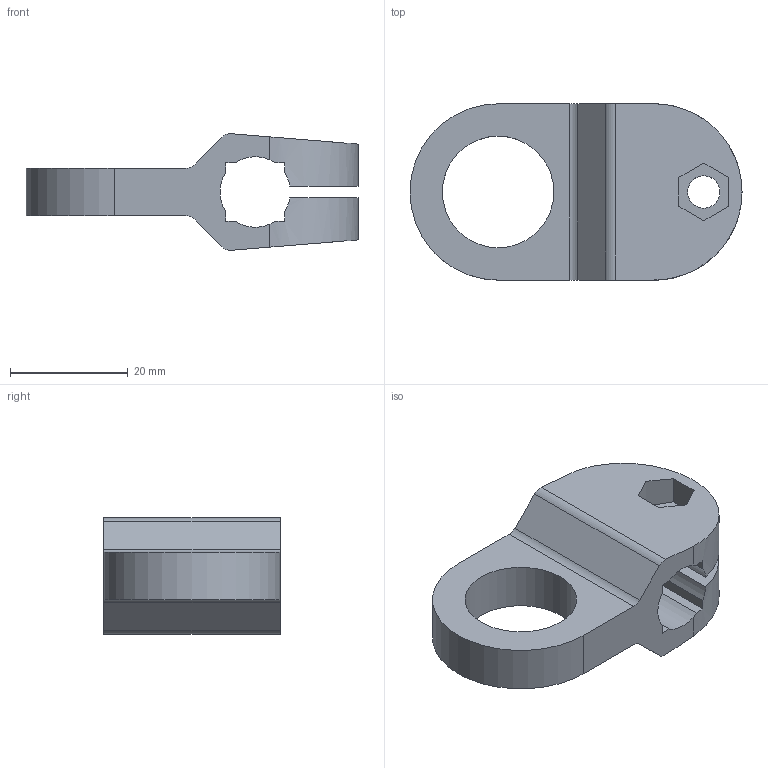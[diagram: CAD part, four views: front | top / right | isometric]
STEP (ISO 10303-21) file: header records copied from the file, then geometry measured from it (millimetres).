
FILE_DESCRIPTION(('STEP AP203'),'2;1');
FILE_NAME('80CPL0002.stp','2011-09-08T18:09:26',(''),(''),'2009.3.110','THINKDESIGN','');
FILE_SCHEMA(('CONFIG_CONTROL_DESIGN'));
Length unit declared in the file: millimetre
Bounding box: 56.5 x 30 x 19.85 mm (x, y, z)
Volume: 11958.7 mm3; surface area: 6593 mm2
Topology: 1 solids, 1 shells, 49 faces, 143 edges, 98 vertices
Faces by surface type: plane 32, cylinder 17
Full cylindrical faces by diameter (mm): 5.5 x2, 19 x1
Entity records: 1770 total; most frequent: CARTESIAN_POINT 328, ORIENTED_EDGE 286, DIRECTION 275, EDGE_CURVE 143, VERTEX_POINT 98, VECTOR 93, LINE 93, AXIS2_PLACEMENT_3D 91
